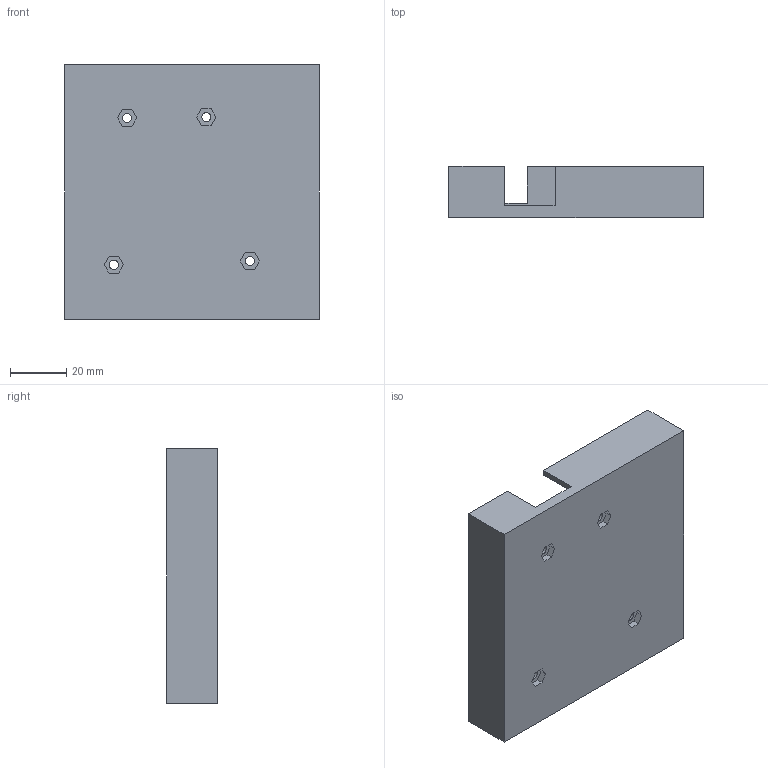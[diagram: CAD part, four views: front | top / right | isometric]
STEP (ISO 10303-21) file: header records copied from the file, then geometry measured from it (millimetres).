
FILE_DESCRIPTION(/* description */ (''),/* implementation_level */ '2;1');
FILE_NAME(/* name */ 'Compute box.step',/* time_stamp */ '2024-04-17T21:37:55-04:00',/* author */ (''),/* organization */ (''),/* preprocessor_version */ 'ST-DEVELOPER v20',/* originating_system */ 'Autodesk Translation Framework v12.20.1.177',/* authorisation */ '');
FILE_SCHEMA (('AUTOMOTIVE_DESIGN { 1 0 10303 214 3 1 1 }'));
Length unit declared in the file: millimetre
Products named in the file (1): Compute box
Bounding box: 90 x 18 x 90 mm (x, y, z)
Volume: 31658.5 mm3; surface area: 31814.3 mm2
Topology: 5 solids, 5 shells, 123 faces, 291 edges, 194 vertices
Faces by surface type: plane 102, cylinder 17, cone 4
Full cylindrical faces by diameter (mm): 3.2 x4, 3.3 x8, 5 x1, 8 x4
Entity records: 3576 total; most frequent: CARTESIAN_POINT 609, ORIENTED_EDGE 582, DIRECTION 581, EDGE_CURVE 291, LINE 249, VECTOR 249, VERTEX_POINT 194, AXIS2_PLACEMENT_3D 166
